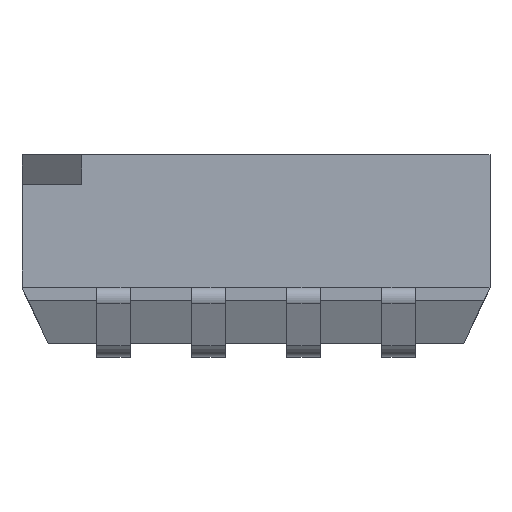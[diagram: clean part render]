
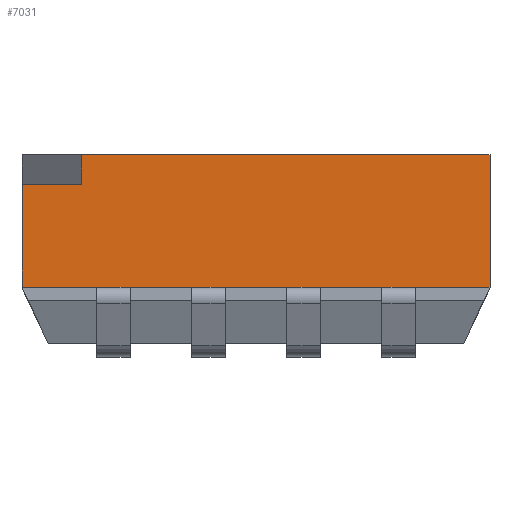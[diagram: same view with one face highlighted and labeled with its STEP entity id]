
A CAD part, top view. The second image highlights one B-rep face of the part: STEP entity #7031.
In plain terms, the highlighted planar face has unit normal (0, 0, 1).
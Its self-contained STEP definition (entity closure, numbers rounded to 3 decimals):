
#95 = VERTEX_POINT ( 'NONE', #1716 ) ;
#220 = LINE ( 'NONE', #4237, #11352 ) ;
#246 = EDGE_CURVE ( 'NONE', #3152, #7277, #5270, .T. ) ;
#258 = ORIENTED_EDGE ( 'NONE', *, *, #7167, .T. ) ;
#265 = DIRECTION ( 'NONE',  ( 0., -1., 0. ) ) ;
#299 = LINE ( 'NONE', #4309, #2150 ) ;
#415 = LINE ( 'NONE', #4429, #2911 ) ;
#635 = LINE ( 'NONE', #4652, #6584 ) ;
#954 = EDGE_CURVE ( 'NONE', #11001, #972, #10085, .T. ) ;
#972 = VERTEX_POINT ( 'NONE', #7136 ) ;
#1071 = CARTESIAN_POINT ( 'NONE',  ( 1.875, 1.77, 2.9 ) ) ;
#1097 = LINE ( 'NONE', #5124, #10903 ) ;
#1374 = ORIENTED_EDGE ( 'NONE', *, *, #3276, .F. ) ;
#1579 = DIRECTION ( 'NONE',  ( 1., 0., 0. ) ) ;
#1626 = CARTESIAN_POINT ( 'NONE',  ( -4.375, 1.77, 2.9 ) ) ;
#1633 = CARTESIAN_POINT ( 'NONE',  ( -0.84, 0., 2.9 ) ) ;
#1645 = CARTESIAN_POINT ( 'NONE',  ( -3.575, 1.37, 2.9 ) ) ;
#1685 = DIRECTION ( 'NONE',  ( 1., 0., 0. ) ) ;
#1716 = CARTESIAN_POINT ( 'NONE',  ( -3.575, 1.77, 2.9 ) ) ;
#1835 = ORIENTED_EDGE ( 'NONE', *, *, #4412, .T. ) ;
#1850 = DIRECTION ( 'NONE',  ( 1., 0., 0. ) ) ;
#1955 = ORIENTED_EDGE ( 'NONE', *, *, #9940, .T. ) ;
#2150 = VECTOR ( 'NONE', #8329, 1000. ) ;
#2237 = VERTEX_POINT ( 'NONE', #10214 ) ;
#2319 = VECTOR ( 'NONE', #11020, 1000. ) ;
#2383 = EDGE_CURVE ( 'NONE', #9617, #12881, #415, .T. ) ;
#2423 = ORIENTED_EDGE ( 'NONE', *, *, #4180, .T. ) ;
#2682 = LINE ( 'NONE', #6709, #8450 ) ;
#2741 = ORIENTED_EDGE ( 'NONE', *, *, #8920, .T. ) ;
#2911 = VECTOR ( 'NONE', #8448, 1000. ) ;
#2995 = LINE ( 'NONE', #7020, #2319 ) ;
#3037 = CARTESIAN_POINT ( 'NONE',  ( -2.11, 0., 2.9 ) ) ;
#3152 = VERTEX_POINT ( 'NONE', #9891 ) ;
#3276 = EDGE_CURVE ( 'NONE', #95, #11001, #220, .T. ) ;
#3309 = CARTESIAN_POINT ( 'NONE',  ( -2.93, 0., 2.9 ) ) ;
#3617 = VERTEX_POINT ( 'NONE', #1633 ) ;
#3646 = VECTOR ( 'NONE', #7062, 1000. ) ;
#4180 = EDGE_CURVE ( 'NONE', #5848, #12457, #6857, .T. ) ;
#4237 = CARTESIAN_POINT ( 'NONE',  ( -4.375, 1.77, 2.9 ) ) ;
#4309 = CARTESIAN_POINT ( 'NONE',  ( -4.375, 0., 2.9 ) ) ;
#4412 = EDGE_CURVE ( 'NONE', #9496, #9617, #6590, .T. ) ;
#4429 = CARTESIAN_POINT ( 'NONE',  ( -4.375, 0., 2.9 ) ) ;
#4459 = EDGE_CURVE ( 'NONE', #3617, #5848, #2682, .T. ) ;
#4652 = CARTESIAN_POINT ( 'NONE',  ( -4.375, 0., 2.9 ) ) ;
#4969 = VERTEX_POINT ( 'NONE', #7530 ) ;
#5098 = DIRECTION ( 'NONE',  ( 0., -1., 0. ) ) ;
#5124 = CARTESIAN_POINT ( 'NONE',  ( -4.375, 0., 2.9 ) ) ;
#5270 = LINE ( 'NONE', #9276, #11939 ) ;
#5302 = EDGE_CURVE ( 'NONE', #4969, #95, #10651, .T. ) ;
#5642 = EDGE_LOOP ( 'NONE', ( #8964, #7378, #1835, #12745, #11803, #258, #11382, #2423, #1955, #2741, #9924, #1374, #12540, #6973 ) ) ;
#5643 = DIRECTION ( 'NONE',  ( 0., 0., -1. ) ) ;
#5664 = DIRECTION ( 'NONE',  ( 0., 1., 0. ) ) ;
#5815 = CARTESIAN_POINT ( 'NONE',  ( -2.11, 0., 2.9 ) ) ;
#5848 = VERTEX_POINT ( 'NONE', #12205 ) ;
#6088 = EDGE_CURVE ( 'NONE', #3152, #4969, #2995, .T. ) ;
#6564 = VECTOR ( 'NONE', #1579, 1000. ) ;
#6584 = VECTOR ( 'NONE', #8663, 1000. ) ;
#6590 = LINE ( 'NONE', #10587, #6564 ) ;
#6638 = FACE_OUTER_BOUND ( 'NONE', #5642, .T. ) ;
#6690 = LINE ( 'NONE', #10685, #9932 ) ;
#6709 = CARTESIAN_POINT ( 'NONE',  ( -0.84, 0., 2.9 ) ) ;
#6857 = LINE ( 'NONE', #10855, #8408 ) ;
#6973 = ORIENTED_EDGE ( 'NONE', *, *, #6088, .F. ) ;
#7020 = CARTESIAN_POINT ( 'NONE',  ( -4.375, 1.37, 2.9 ) ) ;
#7031 = ADVANCED_FACE ( 'NONE', ( #6638 ), #10632, .F. ) ;
#7062 = DIRECTION ( 'NONE',  ( 1., 0., 0. ) ) ;
#7136 = CARTESIAN_POINT ( 'NONE',  ( 1.875, 0., 2.9 ) ) ;
#7167 = EDGE_CURVE ( 'NONE', #7550, #3617, #299, .T. ) ;
#7277 = VERTEX_POINT ( 'NONE', #10609 ) ;
#7378 = ORIENTED_EDGE ( 'NONE', *, *, #9911, .T. ) ;
#7530 = CARTESIAN_POINT ( 'NONE',  ( -3.575, 1.37, 2.9 ) ) ;
#7550 = VERTEX_POINT ( 'NONE', #9356 ) ;
#8253 = DIRECTION ( 'NONE',  ( 1., 0., 0. ) ) ;
#8329 = DIRECTION ( 'NONE',  ( 1., 0., 0. ) ) ;
#8408 = VECTOR ( 'NONE', #1850, 1000. ) ;
#8448 = DIRECTION ( 'NONE',  ( 1., 0., 0. ) ) ;
#8450 = VECTOR ( 'NONE', #10705, 1000. ) ;
#8455 = CARTESIAN_POINT ( 'NONE',  ( 1.875, 1.77, 2.9 ) ) ;
#8663 = DIRECTION ( 'NONE',  ( 1., 0., 0. ) ) ;
#8920 = EDGE_CURVE ( 'NONE', #2237, #972, #1097, .T. ) ;
#8964 = ORIENTED_EDGE ( 'NONE', *, *, #246, .T. ) ;
#9103 = CARTESIAN_POINT ( 'NONE',  ( -3.38, 0., 2.9 ) ) ;
#9133 = DIRECTION ( 'NONE',  ( 1., 0., 0. ) ) ;
#9240 = VECTOR ( 'NONE', #5098, 1000. ) ;
#9276 = CARTESIAN_POINT ( 'NONE',  ( -4.375, 1.77, 2.9 ) ) ;
#9356 = CARTESIAN_POINT ( 'NONE',  ( -1.66, 0., 2.9 ) ) ;
#9496 = VERTEX_POINT ( 'NONE', #9103 ) ;
#9529 = CARTESIAN_POINT ( 'NONE',  ( 0.43, 0., 2.9 ) ) ;
#9617 = VERTEX_POINT ( 'NONE', #3309 ) ;
#9648 = DIRECTION ( 'NONE',  ( -1., 0., 0. ) ) ;
#9891 = CARTESIAN_POINT ( 'NONE',  ( -4.375, 1.37, 2.9 ) ) ;
#9911 = EDGE_CURVE ( 'NONE', #7277, #9496, #635, .T. ) ;
#9924 = ORIENTED_EDGE ( 'NONE', *, *, #954, .F. ) ;
#9932 = VECTOR ( 'NONE', #1685, 1000. ) ;
#9940 = EDGE_CURVE ( 'NONE', #12457, #2237, #6690, .T. ) ;
#10085 = LINE ( 'NONE', #1071, #9240 ) ;
#10214 = CARTESIAN_POINT ( 'NONE',  ( 0.88, 0., 2.9 ) ) ;
#10587 = CARTESIAN_POINT ( 'NONE',  ( -3.38, 0., 2.9 ) ) ;
#10609 = CARTESIAN_POINT ( 'NONE',  ( -4.375, 0., 2.9 ) ) ;
#10632 = PLANE ( 'NONE',  #12419 ) ;
#10651 = LINE ( 'NONE', #1645, #12803 ) ;
#10685 = CARTESIAN_POINT ( 'NONE',  ( 0.43, 0., 2.9 ) ) ;
#10705 = DIRECTION ( 'NONE',  ( 1., 0., 0. ) ) ;
#10855 = CARTESIAN_POINT ( 'NONE',  ( -4.375, 0., 2.9 ) ) ;
#10903 = VECTOR ( 'NONE', #9133, 1000. ) ;
#11001 = VERTEX_POINT ( 'NONE', #8455 ) ;
#11020 = DIRECTION ( 'NONE',  ( 1., 0., 0. ) ) ;
#11157 = EDGE_CURVE ( 'NONE', #12881, #7550, #12034, .T. ) ;
#11352 = VECTOR ( 'NONE', #8253, 1000. ) ;
#11382 = ORIENTED_EDGE ( 'NONE', *, *, #4459, .T. ) ;
#11803 = ORIENTED_EDGE ( 'NONE', *, *, #11157, .T. ) ;
#11939 = VECTOR ( 'NONE', #265, 1000. ) ;
#12034 = LINE ( 'NONE', #3037, #3646 ) ;
#12205 = CARTESIAN_POINT ( 'NONE',  ( -0.39, 0., 2.9 ) ) ;
#12419 = AXIS2_PLACEMENT_3D ( 'NONE', #1626, #5643, #9648 ) ;
#12457 = VERTEX_POINT ( 'NONE', #9529 ) ;
#12540 = ORIENTED_EDGE ( 'NONE', *, *, #5302, .F. ) ;
#12745 = ORIENTED_EDGE ( 'NONE', *, *, #2383, .T. ) ;
#12803 = VECTOR ( 'NONE', #5664, 1000. ) ;
#12881 = VERTEX_POINT ( 'NONE', #5815 ) ;
